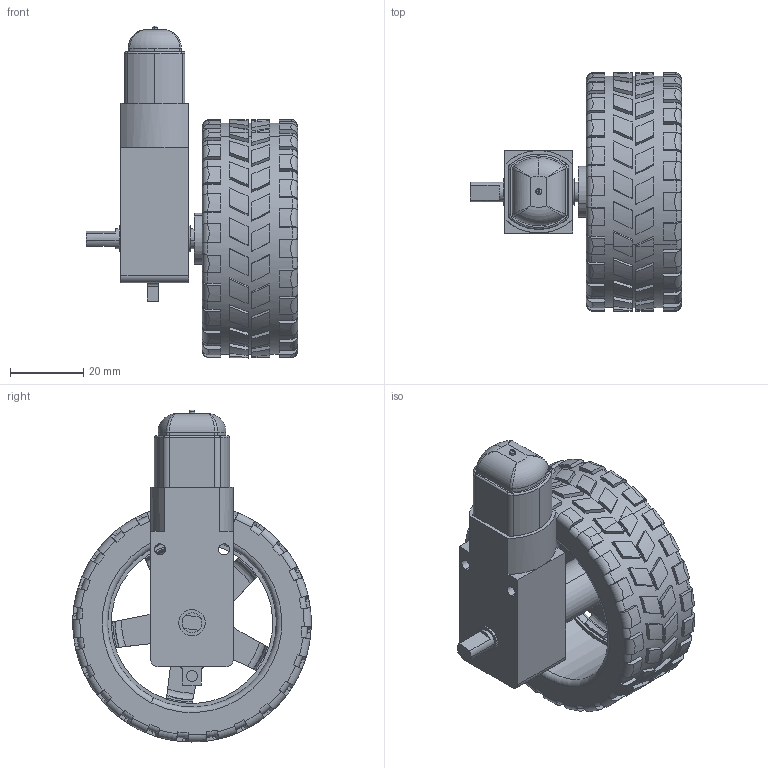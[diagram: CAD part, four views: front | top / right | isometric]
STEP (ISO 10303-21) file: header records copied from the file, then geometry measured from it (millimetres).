
FILE_DESCRIPTION (( 'STEP AP214' ), '1' );
FILE_NAME ('Real Bo Motor With Wheel.STEP', '2020-04-02T10:42:34', ( '' ), ( '' ), 'SwSTEP 2.0', 'SolidWorks 2020', '' );
FILE_SCHEMA (( 'AUTOMOTIVE_DESIGN' ));
Length unit declared in the file: millimetre
Products named in the file (5): Shaft; Real Bo Motor With Wheel; Real Wheel; Real Bo Motor Frame; Real Bo Motor Gear Box
Assembly tree (4 placements, depth 2):
  Real Bo Motor With Wheel
    Real Bo Motor Gear Box
    Shaft
    Real Wheel
    Real Bo Motor Frame
Bounding box: 57.56 x 65 x 90.5 mm (x, y, z)
Volume: 43938.2 mm3; surface area: 40598.8 mm2
Topology: 5 solids, 6 shells, 815 faces, 2225 edges, 1479 vertices
Faces by surface type: plane 452, cylinder 258, torus 83, cone 18, bspline 4
Entity records: 29680 total; most frequent: CARTESIAN_POINT 7366, ORIENTED_EDGE 4442, DIRECTION 4256, EDGE_CURVE 2221, AXIS2_PLACEMENT_3D 1657, VERTEX_POINT 1479, VECTOR 942, LINE 942
